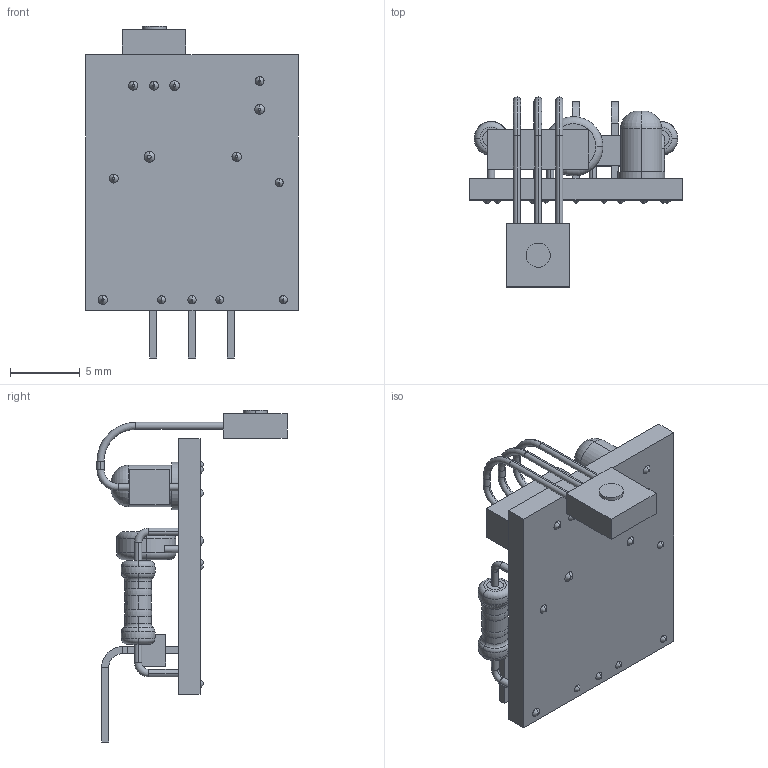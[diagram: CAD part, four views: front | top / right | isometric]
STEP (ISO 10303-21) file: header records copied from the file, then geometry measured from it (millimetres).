
FILE_DESCRIPTION (( 'STEP AP203' ), '1' );
FILE_NAME ('Laser Detection Hardware.STEP', '2020-03-13T05:17:37', ( '' ), ( '' ), 'SwSTEP 2.0', 'SolidWorks 2019', '' );
FILE_SCHEMA (( 'CONFIG_CONTROL_DESIGN' ));
Length unit declared in the file: inch
Products named in the file (3): Laser Detection Hardware; Resistor 10K Ohm; Laser Receiver
Assembly tree (3 placements, depth 2):
  Laser Detection Hardware
    Laser Receiver
    Resistor 10K Ohm  x2
Bounding box: 15.27 x 13.67 x 23.88 mm (x, y, z)
Volume: 679.1 mm3; surface area: 1310.9 mm2
Topology: 8 solids, 8 shells, 406 faces, 1068 edges, 729 vertices
Faces by surface type: plane 159, cylinder 96, torus 74, bspline 49, cone 28
Entity records: 14399 total; most frequent: CARTESIAN_POINT 5775, ORIENTED_EDGE 1762, DIRECTION 1633, EDGE_CURVE 881, AXIS2_PLACEMENT_3D 607, VERTEX_POINT 588, VECTOR 419, LINE 419
